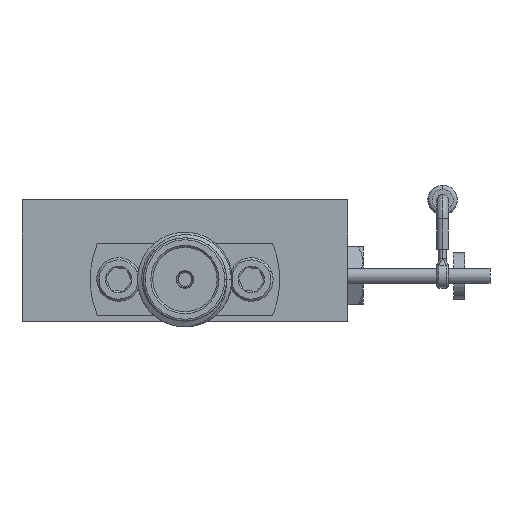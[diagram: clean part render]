
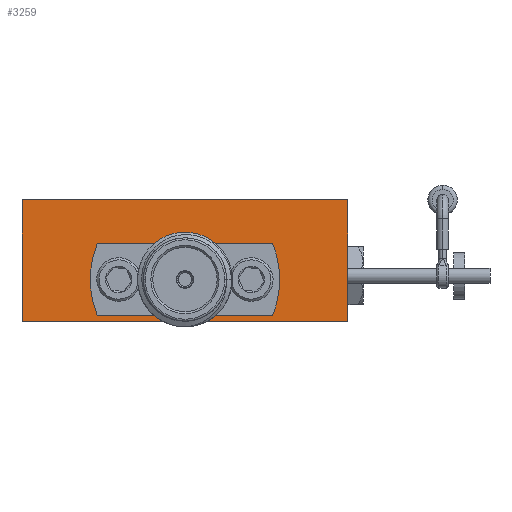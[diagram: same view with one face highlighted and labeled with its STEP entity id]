
A CAD part, left-side view. The second image highlights one B-rep face of the part: STEP entity #3259.
In plain terms, the highlighted planar face has unit normal (-1, 0, 0).
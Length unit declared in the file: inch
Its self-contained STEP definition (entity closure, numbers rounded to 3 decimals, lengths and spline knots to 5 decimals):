
#470 = CARTESIAN_POINT ( 'NONE',  ( -1.085, 0.43, 0.16 ) ) ;
#1078 = AXIS2_PLACEMENT_3D ( 'NONE', #10311, #28386, #6014 ) ;
#1429 = DIRECTION ( 'NONE',  ( 0., 1., 0. ) ) ;
#2515 = DIRECTION ( 'NONE',  ( 0., 1., 0. ) ) ;
#2843 = EDGE_CURVE ( 'NONE', #28028, #23303, #17371, .T. ) ;
#2905 = VECTOR ( 'NONE', #16197, 39.37008 ) ;
#3059 = EDGE_CURVE ( 'NONE', #14182, #23303, #27683, .T. ) ;
#3259 = ADVANCED_FACE ( 'NONE', ( #17196, #16909 ), #6301, .F. ) ;
#3261 = ORIENTED_EDGE ( 'NONE', *, *, #18924, .T. ) ;
#3300 = EDGE_CURVE ( 'NONE', #16738, #12109, #23517, .T. ) ;
#3697 = ORIENTED_EDGE ( 'NONE', *, *, #17774, .T. ) ;
#3878 = DIRECTION ( 'NONE',  ( 0., -1., 0. ) ) ;
#4264 = AXIS2_PLACEMENT_3D ( 'NONE', #12873, #8003, #19202 ) ;
#4461 = DIRECTION ( 'NONE',  ( 0., -1., 0. ) ) ;
#4783 = VECTOR ( 'NONE', #4461, 39.37008 ) ;
#4793 = CARTESIAN_POINT ( 'NONE',  ( -1.085, 0., -0.05 ) ) ;
#5189 = DIRECTION ( 'NONE',  ( 0., -1., 0. ) ) ;
#5333 = LINE ( 'NONE', #7192, #16685 ) ;
#6014 = DIRECTION ( 'NONE',  ( 0., 1., 0. ) ) ;
#6046 = CIRCLE ( 'NONE', #26200, 0.25 ) ;
#6063 = EDGE_CURVE ( 'NONE', #26906, #10236, #10576, .T. ) ;
#6301 = PLANE ( 'NONE',  #1078 ) ;
#7121 = EDGE_CURVE ( 'NONE', #26906, #24998, #27627, .T. ) ;
#7192 = CARTESIAN_POINT ( 'NONE',  ( -1.085, -0.43, 0.16 ) ) ;
#8003 = DIRECTION ( 'NONE',  ( 1., 0., 0. ) ) ;
#8679 = CARTESIAN_POINT ( 'NONE',  ( -1.085, 0.43, -0.16 ) ) ;
#9311 = EDGE_CURVE ( 'NONE', #13268, #14182, #5333, .T. ) ;
#9368 = CARTESIAN_POINT ( 'NONE',  ( -1.085, -0.23125, -0.145 ) ) ;
#9755 = LINE ( 'NONE', #470, #21140 ) ;
#10166 = CARTESIAN_POINT ( 'NONE',  ( -1.085, -0.43, 0.16 ) ) ;
#10236 = VERTEX_POINT ( 'NONE', #14846 ) ;
#10311 = CARTESIAN_POINT ( 'NONE',  ( -1.085, -0.43, 0.16 ) ) ;
#10450 = CARTESIAN_POINT ( 'NONE',  ( -1.085, 0.25, -0.145 ) ) ;
#10464 = ORIENTED_EDGE ( 'NONE', *, *, #6063, .F. ) ;
#10576 = LINE ( 'NONE', #21206, #12070 ) ;
#11104 = EDGE_CURVE ( 'NONE', #16738, #10236, #27894, .T. ) ;
#12070 = VECTOR ( 'NONE', #1429, 39.37008 ) ;
#12109 = VERTEX_POINT ( 'NONE', #9368 ) ;
#12467 = CARTESIAN_POINT ( 'NONE',  ( -1.085, 0.23125, -0.145 ) ) ;
#12663 = ORIENTED_EDGE ( 'NONE', *, *, #7121, .T. ) ;
#12873 = CARTESIAN_POINT ( 'NONE',  ( -1.085, 0., -0.05 ) ) ;
#13268 = VERTEX_POINT ( 'NONE', #26222 ) ;
#13302 = ORIENTED_EDGE ( 'NONE', *, *, #3059, .F. ) ;
#14182 = VERTEX_POINT ( 'NONE', #18327 ) ;
#14485 = CARTESIAN_POINT ( 'NONE',  ( -1.085, -0.23125, 0.045 ) ) ;
#14761 = ORIENTED_EDGE ( 'NONE', *, *, #9311, .F. ) ;
#14846 = CARTESIAN_POINT ( 'NONE',  ( -1.085, 0.23125, 0.045 ) ) ;
#16197 = DIRECTION ( 'NONE',  ( 0., 0., -1. ) ) ;
#16234 = EDGE_LOOP ( 'NONE', ( #20239, #27685, #10464, #12663, #3261 ) ) ;
#16685 = VECTOR ( 'NONE', #5189, 39.37008 ) ;
#16738 = VERTEX_POINT ( 'NONE', #12467 ) ;
#16909 = FACE_OUTER_BOUND ( 'NONE', #23771, .T. ) ;
#16975 = ORIENTED_EDGE ( 'NONE', *, *, #2843, .T. ) ;
#17196 = FACE_BOUND ( 'NONE', #16234, .T. ) ;
#17371 = LINE ( 'NONE', #24108, #4783 ) ;
#17551 = VECTOR ( 'NONE', #3878, 39.37008 ) ;
#17694 = DIRECTION ( 'NONE',  ( 1., 0., 0. ) ) ;
#17774 = EDGE_CURVE ( 'NONE', #13268, #28028, #9755, .T. ) ;
#17804 = AXIS2_PLACEMENT_3D ( 'NONE', #4793, #17694, #19702 ) ;
#18327 = CARTESIAN_POINT ( 'NONE',  ( -1.085, -0.43, 0.16 ) ) ;
#18924 = EDGE_CURVE ( 'NONE', #24998, #12109, #6046, .T. ) ;
#19202 = DIRECTION ( 'NONE',  ( 0., 1., 0. ) ) ;
#19702 = DIRECTION ( 'NONE',  ( 0., 1., 0. ) ) ;
#19716 = CARTESIAN_POINT ( 'NONE',  ( -1.085, 0., -0.05 ) ) ;
#20239 = ORIENTED_EDGE ( 'NONE', *, *, #3300, .F. ) ;
#21140 = VECTOR ( 'NONE', #27271, 39.37008 ) ;
#21206 = CARTESIAN_POINT ( 'NONE',  ( -1.085, 0.25, 0.045 ) ) ;
#21431 = CARTESIAN_POINT ( 'NONE',  ( -1.085, -0.43, -0.16 ) ) ;
#23303 = VERTEX_POINT ( 'NONE', #21431 ) ;
#23517 = LINE ( 'NONE', #10450, #17551 ) ;
#23771 = EDGE_LOOP ( 'NONE', ( #16975, #13302, #14761, #3697 ) ) ;
#24108 = CARTESIAN_POINT ( 'NONE',  ( -1.085, -0.43, -0.16 ) ) ;
#24998 = VERTEX_POINT ( 'NONE', #28319 ) ;
#26180 = DIRECTION ( 'NONE',  ( 1., 0., 0. ) ) ;
#26200 = AXIS2_PLACEMENT_3D ( 'NONE', #19716, #26180, #2515 ) ;
#26222 = CARTESIAN_POINT ( 'NONE',  ( -1.085, 0.43, 0.16 ) ) ;
#26906 = VERTEX_POINT ( 'NONE', #14485 ) ;
#27271 = DIRECTION ( 'NONE',  ( 0., 0., -1. ) ) ;
#27627 = CIRCLE ( 'NONE', #4264, 0.25 ) ;
#27683 = LINE ( 'NONE', #10166, #2905 ) ;
#27685 = ORIENTED_EDGE ( 'NONE', *, *, #11104, .T. ) ;
#27894 = CIRCLE ( 'NONE', #17804, 0.25 ) ;
#28028 = VERTEX_POINT ( 'NONE', #8679 ) ;
#28319 = CARTESIAN_POINT ( 'NONE',  ( -1.085, -0.25, -0.05 ) ) ;
#28386 = DIRECTION ( 'NONE',  ( 1., 0., 0. ) ) ;
